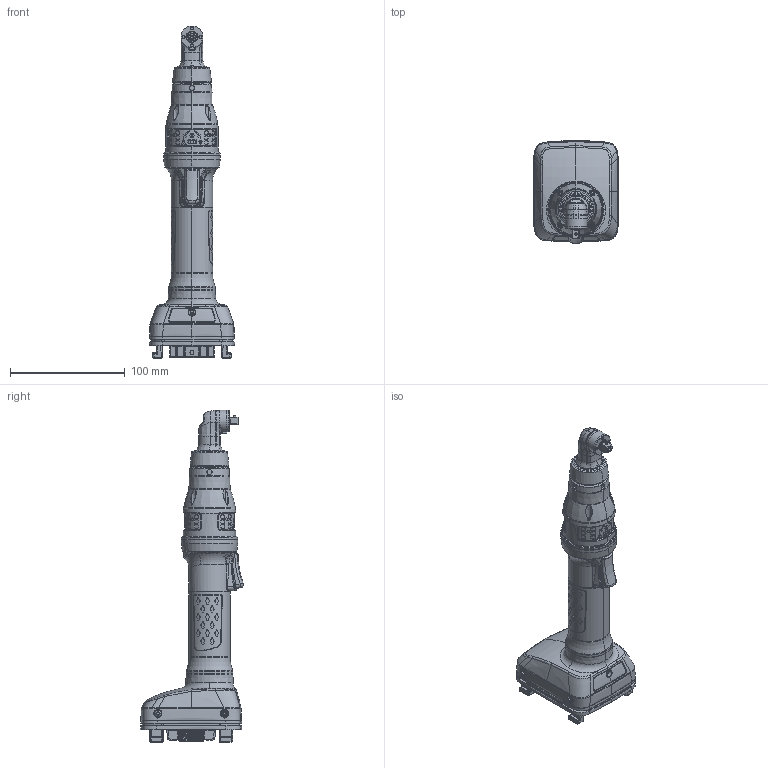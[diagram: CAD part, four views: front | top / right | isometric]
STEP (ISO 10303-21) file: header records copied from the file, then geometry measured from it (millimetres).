
FILE_DESCRIPTION((''),'2;1');
FILE_NAME('EXT_COMP_SW0007','2022-03-21T13:26:25',('a00520337'),(''),'CREO PARAMETRIC BY PTC INC, 2020281','CREO PARAMETRIC BY PTC INC, 2020281','');
FILE_SCHEMA(('CONFIG_CONTROL_DESIGN','GEOMETRIC_VALIDATION_PROPERTIES_MIM'));
Products named in the file (1): EXT_COMP_SW0007
Bounding box: 74.45 x 89.94 x 289.6 mm (x, y, z)
Volume: 466761.9 mm3; surface area: 62557.9 mm2
Topology: 1 solids, 11 shells, 2991 faces, 7597 edges, 4791 vertices
Faces by surface type: bspline 898, plane 893, cylinder 626, extrusion 306, torus 134, cone 104, sphere 26, revolution 4
Entity records: 182657 total; most frequent: CARTESIAN_POINT 99441, ORIENTED_EDGE 15166, DIRECTION 10141, EDGE_CURVE 7583, VERTEX_POINT 4791, VECTOR 3447, AXIS2_PLACEMENT_3D 3345, B_SPLINE_CURVE_WITH_KNOTS 3190
